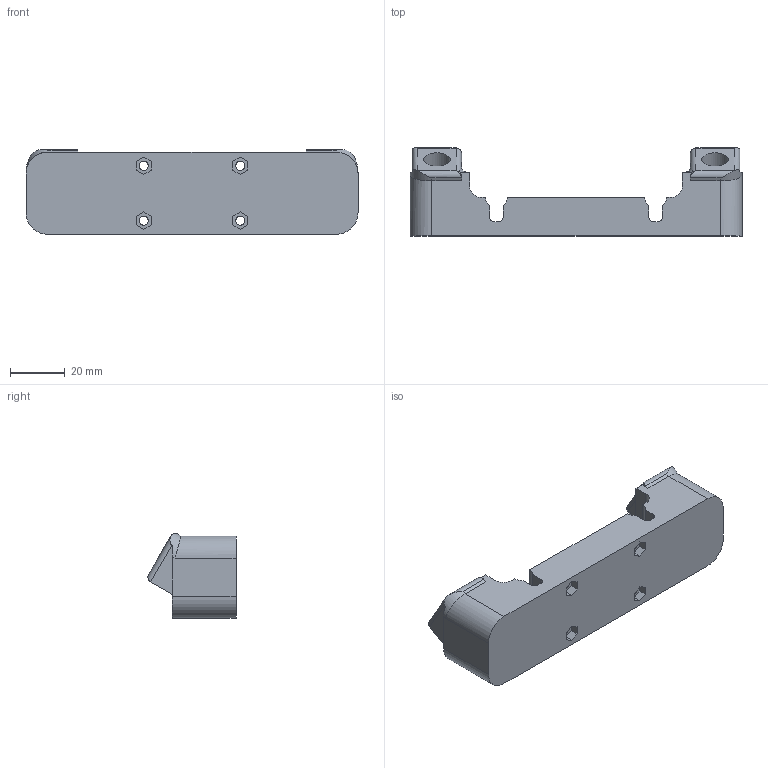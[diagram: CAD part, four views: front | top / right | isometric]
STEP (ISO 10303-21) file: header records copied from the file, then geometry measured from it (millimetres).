
FILE_DESCRIPTION(/* description */ ('Alibre Inc.'),/* implementation_level */ '2;1');
FILE_NAME(/* name */ 'export0',/* time_stamp */ '2012-06-01T13:23:42-04:00',/* author */ (''),/* organization */ (''),/* preprocessor_version */ 'ST-DEVELOPER v14',/* originating_system */ 'Alibre',/* authorisation */ '');
FILE_SCHEMA (('AUTOMOTIVE_DESIGN'));
Length unit declared in the file: centimetre
Bounding box: 121.1 x 32.14 x 30.88 mm (x, y, z)
Volume: 58204.5 mm3; surface area: 16469.1 mm2
Topology: 1 solids, 1 shells, 102 faces, 266 edges, 170 vertices
Faces by surface type: plane 60, cylinder 36, bspline 4, sphere 2
Full cylindrical faces by diameter (mm): 3.3 x4, 9.8 x2
Entity records: 3341 total; most frequent: CARTESIAN_POINT 903, ORIENTED_EDGE 516, DIRECTION 441, EDGE_CURVE 258, VECTOR 178, LINE 178, VERTEX_POINT 170, AXIS2_PLACEMENT_3D 159
